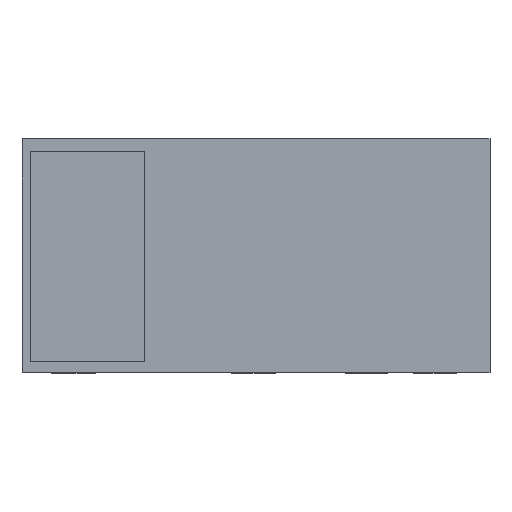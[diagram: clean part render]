
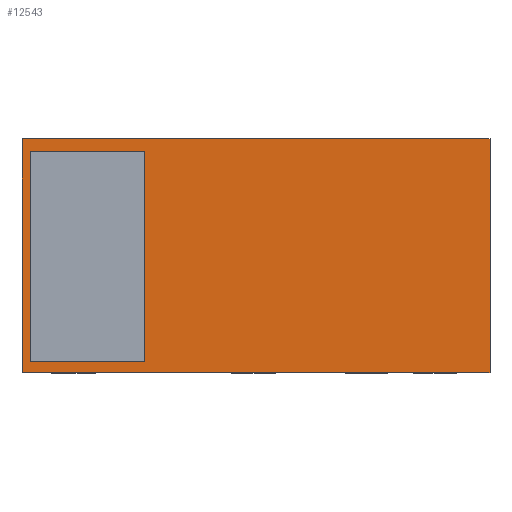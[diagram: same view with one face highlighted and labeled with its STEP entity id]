
A CAD part, top view. The second image highlights one B-rep face of the part: STEP entity #12543.
In plain terms, the highlighted planar face has unit normal (0, 0, 1).
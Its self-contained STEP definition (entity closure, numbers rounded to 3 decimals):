
#256 = EDGE_CURVE ( 'NONE', #2742, #13465, #5583, .T. ) ;
#270 = VERTEX_POINT ( 'NONE', #11954 ) ;
#315 = EDGE_LOOP ( 'NONE', ( #2858, #6756, #7761, #2553 ) ) ;
#883 = LINE ( 'NONE', #5055, #5652 ) ;
#1118 = CARTESIAN_POINT ( 'NONE',  ( 0.8, 0.4, 0.24 ) ) ;
#1213 = DIRECTION ( 'NONE',  ( -1., 0., 0. ) ) ;
#1274 = EDGE_LOOP ( 'NONE', ( #10765, #4209, #5433, #6609 ) ) ;
#1778 = DIRECTION ( 'NONE',  ( 1., 0., 0. ) ) ;
#1838 = LINE ( 'NONE', #5095, #13581 ) ;
#1843 = LINE ( 'NONE', #9079, #9943 ) ;
#2087 = DIRECTION ( 'NONE',  ( 0., 0., 1. ) ) ;
#2096 = CARTESIAN_POINT ( 'NONE',  ( 0.8, -0.4, 0.24 ) ) ;
#2553 = ORIENTED_EDGE ( 'NONE', *, *, #8529, .T. ) ;
#2555 = DIRECTION ( 'NONE',  ( 0., 1., 0. ) ) ;
#2658 = CARTESIAN_POINT ( 'NONE',  ( -0.772, 0.357, 0.24 ) ) ;
#2742 = VERTEX_POINT ( 'NONE', #5928 ) ;
#2858 = ORIENTED_EDGE ( 'NONE', *, *, #5037, .F. ) ;
#3177 = DIRECTION ( 'NONE',  ( 1., 0., 0. ) ) ;
#3255 = PLANE ( 'NONE',  #5215 ) ;
#3324 = VERTEX_POINT ( 'NONE', #2658 ) ;
#3453 = VERTEX_POINT ( 'NONE', #10263 ) ;
#3690 = EDGE_CURVE ( 'NONE', #2742, #10139, #1838, .T. ) ;
#4035 = CARTESIAN_POINT ( 'NONE',  ( -0.38, 0.357, 0.24 ) ) ;
#4123 = VECTOR ( 'NONE', #10947, 1000. ) ;
#4160 = EDGE_CURVE ( 'NONE', #270, #3453, #7640, .T. ) ;
#4209 = ORIENTED_EDGE ( 'NONE', *, *, #4160, .F. ) ;
#5037 = EDGE_CURVE ( 'NONE', #10139, #11142, #7714, .T. ) ;
#5055 = CARTESIAN_POINT ( 'NONE',  ( -0.772, 0.357, 0.24 ) ) ;
#5095 = CARTESIAN_POINT ( 'NONE',  ( 0., 0.4, 0.24 ) ) ;
#5143 = CARTESIAN_POINT ( 'NONE',  ( -0.772, -0.362, 0.24 ) ) ;
#5215 = AXIS2_PLACEMENT_3D ( 'NONE', #7295, #2087, #3177 ) ;
#5360 = VERTEX_POINT ( 'NONE', #5143 ) ;
#5433 = ORIENTED_EDGE ( 'NONE', *, *, #9596, .F. ) ;
#5583 = LINE ( 'NONE', #9754, #7395 ) ;
#5652 = VECTOR ( 'NONE', #13452, 1000. ) ;
#5928 = CARTESIAN_POINT ( 'NONE',  ( -0.8, 0.4, 0.24 ) ) ;
#6031 = DIRECTION ( 'NONE',  ( 1., 0., 0. ) ) ;
#6063 = CARTESIAN_POINT ( 'NONE',  ( -0.8, -0.4, 0.24 ) ) ;
#6452 = DIRECTION ( 'NONE',  ( 0., -1., 0. ) ) ;
#6609 = ORIENTED_EDGE ( 'NONE', *, *, #7686, .F. ) ;
#6756 = ORIENTED_EDGE ( 'NONE', *, *, #3690, .F. ) ;
#7295 = CARTESIAN_POINT ( 'NONE',  ( 0., 0., 0.24 ) ) ;
#7395 = VECTOR ( 'NONE', #6452, 1000. ) ;
#7501 = FACE_OUTER_BOUND ( 'NONE', #315, .T. ) ;
#7640 = LINE ( 'NONE', #8756, #12255 ) ;
#7686 = EDGE_CURVE ( 'NONE', #3324, #5360, #883, .T. ) ;
#7714 = LINE ( 'NONE', #12991, #4123 ) ;
#7761 = ORIENTED_EDGE ( 'NONE', *, *, #256, .T. ) ;
#7972 = LINE ( 'NONE', #11971, #10256 ) ;
#8529 = EDGE_CURVE ( 'NONE', #13465, #11142, #7972, .T. ) ;
#8756 = CARTESIAN_POINT ( 'NONE',  ( -0.38, 0.357, 0.24 ) ) ;
#9079 = CARTESIAN_POINT ( 'NONE',  ( -0.38, -0.362, 0.24 ) ) ;
#9596 = EDGE_CURVE ( 'NONE', #5360, #270, #1843, .T. ) ;
#9662 = EDGE_CURVE ( 'NONE', #3453, #3324, #13426, .T. ) ;
#9754 = CARTESIAN_POINT ( 'NONE',  ( -0.8, 0., 0.24 ) ) ;
#9943 = VECTOR ( 'NONE', #1778, 1000. ) ;
#10139 = VERTEX_POINT ( 'NONE', #1118 ) ;
#10256 = VECTOR ( 'NONE', #12096, 1000. ) ;
#10263 = CARTESIAN_POINT ( 'NONE',  ( -0.38, 0.357, 0.24 ) ) ;
#10765 = ORIENTED_EDGE ( 'NONE', *, *, #9662, .F. ) ;
#10947 = DIRECTION ( 'NONE',  ( 0., -1., 0. ) ) ;
#11142 = VERTEX_POINT ( 'NONE', #2096 ) ;
#11263 = VECTOR ( 'NONE', #1213, 1000. ) ;
#11954 = CARTESIAN_POINT ( 'NONE',  ( -0.38, -0.362, 0.24 ) ) ;
#11971 = CARTESIAN_POINT ( 'NONE',  ( 0., -0.4, 0.24 ) ) ;
#12096 = DIRECTION ( 'NONE',  ( 1., 0., 0. ) ) ;
#12255 = VECTOR ( 'NONE', #2555, 1000. ) ;
#12543 = ADVANCED_FACE ( 'NONE', ( #7501, #13527 ), #3255, .T. ) ;
#12991 = CARTESIAN_POINT ( 'NONE',  ( 0.8, 0., 0.24 ) ) ;
#13426 = LINE ( 'NONE', #4035, #11263 ) ;
#13452 = DIRECTION ( 'NONE',  ( 0., -1., 0. ) ) ;
#13465 = VERTEX_POINT ( 'NONE', #6063 ) ;
#13527 = FACE_BOUND ( 'NONE', #1274, .T. ) ;
#13581 = VECTOR ( 'NONE', #6031, 1000. ) ;
